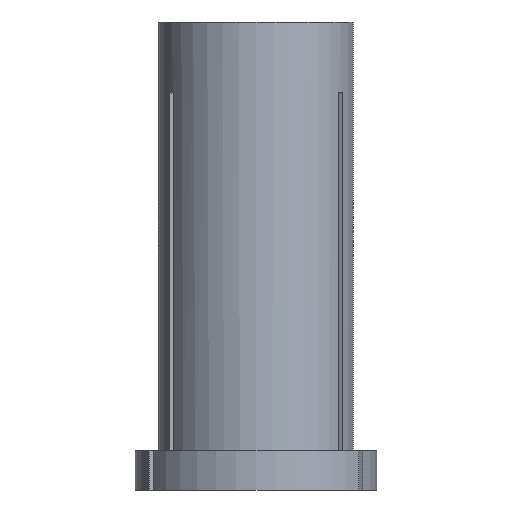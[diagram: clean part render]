
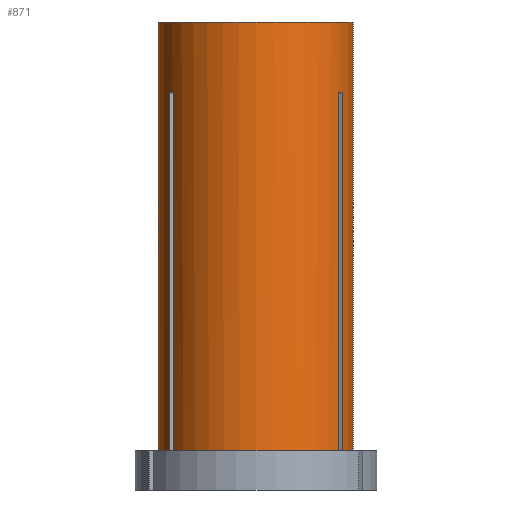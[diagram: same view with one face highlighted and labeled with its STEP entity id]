
A CAD part, front view. The second image highlights one B-rep face of the part: STEP entity #871.
In plain terms, the highlighted cylindrical face has radius 12.5 mm (diameter 25 mm), a partial arc.
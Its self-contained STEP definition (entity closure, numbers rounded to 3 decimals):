
#21 = VECTOR ( 'NONE', #659, 1000. ) ;
#24 = CARTESIAN_POINT ( 'NONE',  ( 10.567, -6.678, -9.004 ) ) ;
#36 = LINE ( 'NONE', #1068, #526 ) ;
#54 = VECTOR ( 'NONE', #305, 1000. ) ;
#55 = CARTESIAN_POINT ( 'NONE',  ( 10.656, -6.537, -9.001 ) ) ;
#59 = CARTESIAN_POINT ( 'NONE',  ( 10.567, -6.678, -9.004 ) ) ;
#85 = CARTESIAN_POINT ( 'NONE',  ( 11.067, -5.812, -55. ) ) ;
#90 = EDGE_CURVE ( 'NONE', #157, #184, #36, .T. ) ;
#108 = CARTESIAN_POINT ( 'NONE',  ( 10.828, -6.252, -8.999 ) ) ;
#113 = CARTESIAN_POINT ( 'NONE',  ( 10.989, -5.96, -9.001 ) ) ;
#122 = VERTEX_POINT ( 'NONE', #85 ) ;
#126 = CARTESIAN_POINT ( 'NONE',  ( 11.067, -5.812, -9.004 ) ) ;
#129 = VECTOR ( 'NONE', #892, 1000. ) ;
#147 = CARTESIAN_POINT ( 'NONE',  ( -10.567, -6.678, -9.004 ) ) ;
#157 = VERTEX_POINT ( 'NONE', #803 ) ;
#164 = VERTEX_POINT ( 'NONE', #456 ) ;
#168 = ORIENTED_EDGE ( 'NONE', *, *, #462, .T. ) ;
#184 = VERTEX_POINT ( 'NONE', #391 ) ;
#185 = DIRECTION ( 'NONE',  ( 0., 0., 1. ) ) ;
#199 = AXIS2_PLACEMENT_3D ( 'NONE', #587, #594, #597 ) ;
#208 = ORIENTED_EDGE ( 'NONE', *, *, #328, .F. ) ;
#251 = CARTESIAN_POINT ( 'NONE',  ( -10.567, -6.678, -55. ) ) ;
#255 = CARTESIAN_POINT ( 'NONE',  ( -10.567, -6.678, 0. ) ) ;
#259 = EDGE_CURVE ( 'NONE', #575, #309, #362, .T. ) ;
#276 = DIRECTION ( 'NONE',  ( 1., 0., 0. ) ) ;
#282 = EDGE_LOOP ( 'NONE', ( #586, #772, #969, #637, #738, #301, #318, #168, #481, #372, #826, #208 ) ) ;
#286 = LINE ( 'NONE', #255, #548 ) ;
#301 = ORIENTED_EDGE ( 'NONE', *, *, #259, .T. ) ;
#305 = DIRECTION ( 'NONE',  ( 0., 0., 1. ) ) ;
#309 = VERTEX_POINT ( 'NONE', #605 ) ;
#311 = DIRECTION ( 'NONE',  ( 1., 0., 0. ) ) ;
#318 = ORIENTED_EDGE ( 'NONE', *, *, #951, .T. ) ;
#328 = EDGE_CURVE ( 'NONE', #953, #534, #732, .T. ) ;
#332 = AXIS2_PLACEMENT_3D ( 'NONE', #719, #478, #406 ) ;
#352 = EDGE_CURVE ( 'NONE', #417, #953, #516, .T. ) ;
#362 = CIRCLE ( 'NONE', #332, 12.5 ) ;
#364 = DIRECTION ( 'NONE',  ( 0., 0., 1. ) ) ;
#372 = ORIENTED_EDGE ( 'NONE', *, *, #672, .T. ) ;
#391 = CARTESIAN_POINT ( 'NONE',  ( -11.067, -5.812, -9.004 ) ) ;
#399 = LINE ( 'NONE', #1058, #129 ) ;
#406 = DIRECTION ( 'NONE',  ( 1., 0., 0. ) ) ;
#412 = EDGE_CURVE ( 'NONE', #819, #534, #452, .T. ) ;
#417 = VERTEX_POINT ( 'NONE', #847 ) ;
#420 = EDGE_CURVE ( 'NONE', #184, #533, #1083, .T. ) ;
#421 = DIRECTION ( 'NONE',  ( 0., 0., 1. ) ) ;
#443 = CARTESIAN_POINT ( 'NONE',  ( 0., 0., -55. ) ) ;
#448 = CARTESIAN_POINT ( 'NONE',  ( 0., 0., -55. ) ) ;
#452 = LINE ( 'NONE', #849, #484 ) ;
#456 = CARTESIAN_POINT ( 'NONE',  ( 11.067, -5.812, -9.004 ) ) ;
#462 = EDGE_CURVE ( 'NONE', #911, #164, #576, .T. ) ;
#478 = DIRECTION ( 'NONE',  ( 0., 0., 1. ) ) ;
#481 = ORIENTED_EDGE ( 'NONE', *, *, #1085, .F. ) ;
#484 = VECTOR ( 'NONE', #1004, 1000. ) ;
#516 = LINE ( 'NONE', #600, #21 ) ;
#526 = VECTOR ( 'NONE', #1089, 1000. ) ;
#533 = VERTEX_POINT ( 'NONE', #147 ) ;
#534 = VERTEX_POINT ( 'NONE', #599 ) ;
#548 = VECTOR ( 'NONE', #185, 1000. ) ;
#558 = CARTESIAN_POINT ( 'NONE',  ( -12.5, 0., 0. ) ) ;
#575 = VERTEX_POINT ( 'NONE', #251 ) ;
#576 = B_SPLINE_CURVE_WITH_KNOTS ( 'NONE', 3,
 ( #59, #55, #108, #113, #126 ),
 .UNSPECIFIED., .F., .F.,
 ( 4, 1, 4 ),
 ( 0.08, 0.081, 0.081 ),
 .UNSPECIFIED. ) ;
#577 = CIRCLE ( 'NONE', #863, 12.5 ) ;
#586 = ORIENTED_EDGE ( 'NONE', *, *, #352, .F. ) ;
#587 = CARTESIAN_POINT ( 'NONE',  ( 0., 0., 0. ) ) ;
#592 = CYLINDRICAL_SURFACE ( 'NONE', #1112, 12.5 ) ;
#594 = DIRECTION ( 'NONE',  ( 0., 0., 1. ) ) ;
#597 = DIRECTION ( 'NONE',  ( 1., 0., 0. ) ) ;
#599 = CARTESIAN_POINT ( 'NONE',  ( 12.5, 0., 0. ) ) ;
#600 = CARTESIAN_POINT ( 'NONE',  ( -12.5, 0., 0. ) ) ;
#605 = CARTESIAN_POINT ( 'NONE',  ( 10.567, -6.678, -55. ) ) ;
#615 = FACE_OUTER_BOUND ( 'NONE', #282, .T. ) ;
#637 = ORIENTED_EDGE ( 'NONE', *, *, #420, .T. ) ;
#659 = DIRECTION ( 'NONE',  ( 0., 0., 1. ) ) ;
#672 = EDGE_CURVE ( 'NONE', #122, #819, #740, .T. ) ;
#684 = CARTESIAN_POINT ( 'NONE',  ( 12.5, 0., -55. ) ) ;
#697 = EDGE_CURVE ( 'NONE', #575, #533, #286, .T. ) ;
#719 = CARTESIAN_POINT ( 'NONE',  ( 0., 0., -55. ) ) ;
#732 = CIRCLE ( 'NONE', #199, 12.5 ) ;
#735 = CARTESIAN_POINT ( 'NONE',  ( -10.829, -6.25, -8.999 ) ) ;
#737 = CARTESIAN_POINT ( 'NONE',  ( 10.567, -6.678, 0. ) ) ;
#738 = ORIENTED_EDGE ( 'NONE', *, *, #697, .F. ) ;
#740 = CIRCLE ( 'NONE', #950, 12.5 ) ;
#741 = CARTESIAN_POINT ( 'NONE',  ( -10.656, -6.536, -9.001 ) ) ;
#772 = ORIENTED_EDGE ( 'NONE', *, *, #1113, .T. ) ;
#782 = LINE ( 'NONE', #737, #54 ) ;
#803 = CARTESIAN_POINT ( 'NONE',  ( -11.067, -5.812, -55. ) ) ;
#819 = VERTEX_POINT ( 'NONE', #684 ) ;
#821 = CARTESIAN_POINT ( 'NONE',  ( -10.567, -6.678, -9.004 ) ) ;
#826 = ORIENTED_EDGE ( 'NONE', *, *, #412, .T. ) ;
#847 = CARTESIAN_POINT ( 'NONE',  ( -12.5, 0., -55. ) ) ;
#849 = CARTESIAN_POINT ( 'NONE',  ( 12.5, 0., 0. ) ) ;
#853 = CARTESIAN_POINT ( 'NONE',  ( 0., 0., 0. ) ) ;
#858 = DIRECTION ( 'NONE',  ( 0., 0., 1. ) ) ;
#863 = AXIS2_PLACEMENT_3D ( 'NONE', #443, #364, #311 ) ;
#864 = DIRECTION ( 'NONE',  ( 1., 0., 0. ) ) ;
#871 = ADVANCED_FACE ( 'NONE', ( #615 ), #592, .T. ) ;
#892 = DIRECTION ( 'NONE',  ( 0., 0., 1. ) ) ;
#911 = VERTEX_POINT ( 'NONE', #24 ) ;
#950 = AXIS2_PLACEMENT_3D ( 'NONE', #448, #858, #864 ) ;
#951 = EDGE_CURVE ( 'NONE', #309, #911, #782, .T. ) ;
#953 = VERTEX_POINT ( 'NONE', #558 ) ;
#969 = ORIENTED_EDGE ( 'NONE', *, *, #90, .T. ) ;
#994 = CARTESIAN_POINT ( 'NONE',  ( -11.067, -5.812, -9.004 ) ) ;
#1004 = DIRECTION ( 'NONE',  ( 0., 0., 1. ) ) ;
#1017 = CARTESIAN_POINT ( 'NONE',  ( -10.989, -5.959, -9.001 ) ) ;
#1058 = CARTESIAN_POINT ( 'NONE',  ( 11.067, -5.812, 0. ) ) ;
#1068 = CARTESIAN_POINT ( 'NONE',  ( -11.067, -5.812, 0. ) ) ;
#1083 = B_SPLINE_CURVE_WITH_KNOTS ( 'NONE', 3,
 ( #994, #1017, #735, #741, #821 ),
 .UNSPECIFIED., .F., .F.,
 ( 4, 1, 4 ),
 ( 0.074, 0.074, 0.075 ),
 .UNSPECIFIED. ) ;
#1085 = EDGE_CURVE ( 'NONE', #122, #164, #399, .T. ) ;
#1089 = DIRECTION ( 'NONE',  ( 0., 0., 1. ) ) ;
#1112 = AXIS2_PLACEMENT_3D ( 'NONE', #853, #421, #276 ) ;
#1113 = EDGE_CURVE ( 'NONE', #417, #157, #577, .T. ) ;
